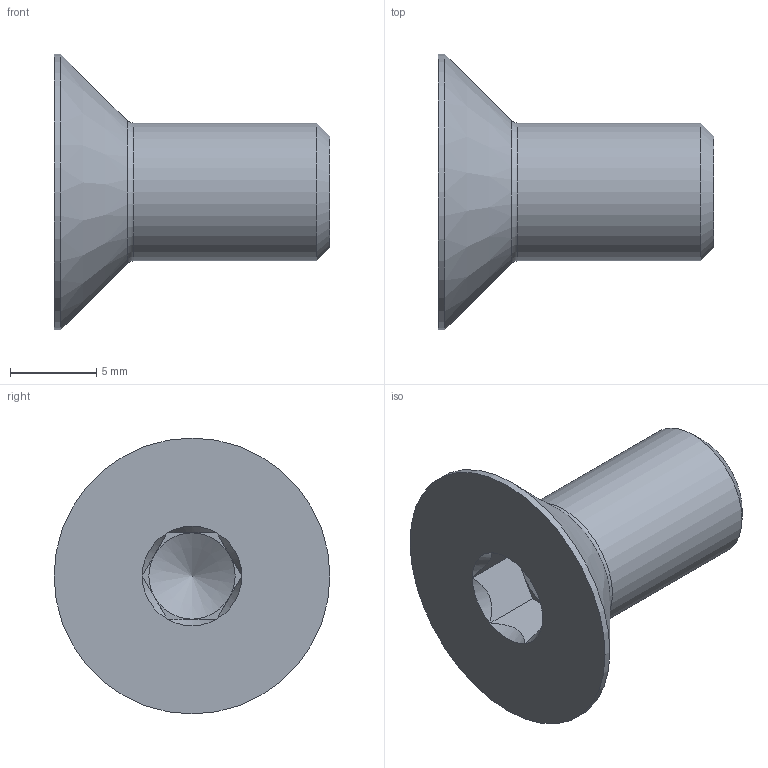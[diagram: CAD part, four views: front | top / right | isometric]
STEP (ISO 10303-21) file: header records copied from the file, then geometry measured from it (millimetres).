
FILE_DESCRIPTION( ( 'STEP AP214' ), '1' );
FILE_NAME( 'HPC_-_FHC8-16_SS_B_2_14.stp', ' ', ( ' ' ), ( ' ' ), 'PSStep 15.0.47', 'PARTsolutions', ' ' );
FILE_SCHEMA( ( 'AUTOMOTIVE_DESIGN { 1 0 10303 214 1 1 1 1 }' ) );
Length unit declared in the file: millimetre
Products named in the file (1): _HPC - FHC8-16/SS/B
Bounding box: 16 x 16 x 16 mm (x, y, z)
Volume: 1038.8 mm3; surface area: 827.6 mm2
Topology: 1 solids, 1 shells, 56 faces, 127 edges, 77 vertices
Faces by surface type: plane 40, cone 9, cylinder 6, torus 1
Full cylindrical faces by diameter (mm): 8 x1, 16 x1
Entity records: 2012 total; most frequent: CARTESIAN_POINT 316, DIRECTION 254, ORIENTED_EDGE 240, EDGE_CURVE 120, LINE 88, VECTOR 88, AXIS2_PLACEMENT_3D 83, VERTEX_POINT 77
